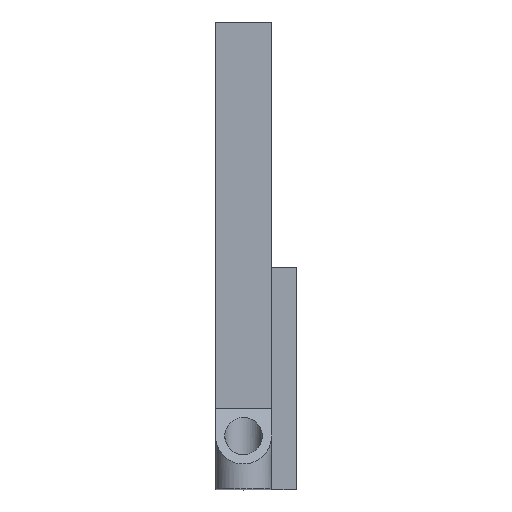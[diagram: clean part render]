
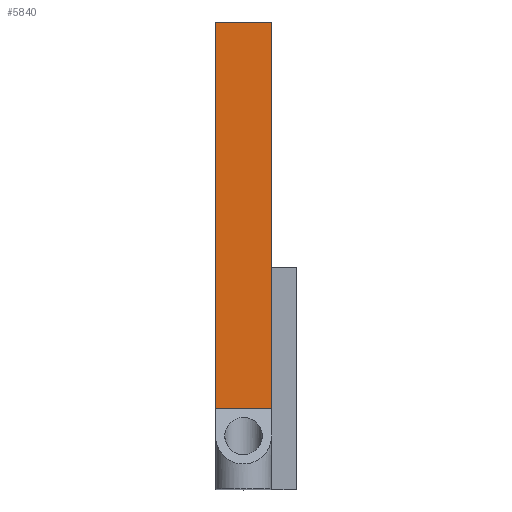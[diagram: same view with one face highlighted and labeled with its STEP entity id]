
A CAD part, top view. The second image highlights one B-rep face of the part: STEP entity #5840.
In plain terms, the highlighted planar face has unit normal (0, 0, 1).
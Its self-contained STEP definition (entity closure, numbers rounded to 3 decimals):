
#256=PLANE('',#6423);
#531=FACE_OUTER_BOUND('',#917,.T.);
#917=EDGE_LOOP('',(#5386,#5387,#5388,#5389));
#1295=LINE('',#8417,#1847);
#1404=LINE('',#8824,#1956);
#1764=LINE('',#9779,#2316);
#1767=LINE('',#9799,#2319);
#1847=VECTOR('',#6680,10.);
#1956=VECTOR('',#6999,10.);
#2316=VECTOR('',#8061,10.);
#2319=VECTOR('',#8088,10.);
#2439=VERTEX_POINT('',#8414);
#2440=VERTEX_POINT('',#8416);
#2632=VERTEX_POINT('',#8821);
#2633=VERTEX_POINT('',#8823);
#3020=EDGE_CURVE('',#2440,#2439,#1295,.T.);
#3224=EDGE_CURVE('',#2632,#2633,#1404,.T.);
#3710=EDGE_CURVE('',#2633,#2439,#1764,.T.);
#3720=EDGE_CURVE('',#2632,#2440,#1767,.T.);
#5386=ORIENTED_EDGE('',*,*,#3720,.T.);
#5387=ORIENTED_EDGE('',*,*,#3020,.T.);
#5388=ORIENTED_EDGE('',*,*,#3710,.F.);
#5389=ORIENTED_EDGE('',*,*,#3224,.F.);
#5840=ADVANCED_FACE('',(#531),#256,.T.);
#6423=AXIS2_PLACEMENT_3D('',#9808,#8100,#8101);
#6680=DIRECTION('',(0.,1.,0.));
#6999=DIRECTION('',(0.,1.,0.));
#8061=DIRECTION('',(1.,0.,0.));
#8088=DIRECTION('',(1.,0.,0.));
#8100=DIRECTION('center_axis',(0.,0.,
1.));
#8101=DIRECTION('ref_axis',(1.,0.,0.));
#8414=CARTESIAN_POINT('',(174.5,240.,83.));
#8416=CARTESIAN_POINT('',(174.5,116.,83.));
#8417=CARTESIAN_POINT('',(174.5,98.,83.));
#8821=CARTESIAN_POINT('',(156.5,116.,83.));
#8823=CARTESIAN_POINT('',(156.5,240.,83.));
#8824=CARTESIAN_POINT('',(156.5,98.,83.));
#9779=CARTESIAN_POINT('',(156.5,240.,83.));
#9799=CARTESIAN_POINT('',(161.,116.,83.));
#9808=CARTESIAN_POINT('Origin',(156.5,98.,83.));
